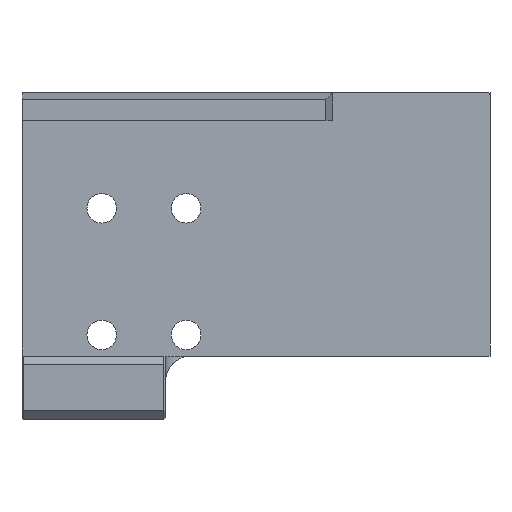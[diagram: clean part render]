
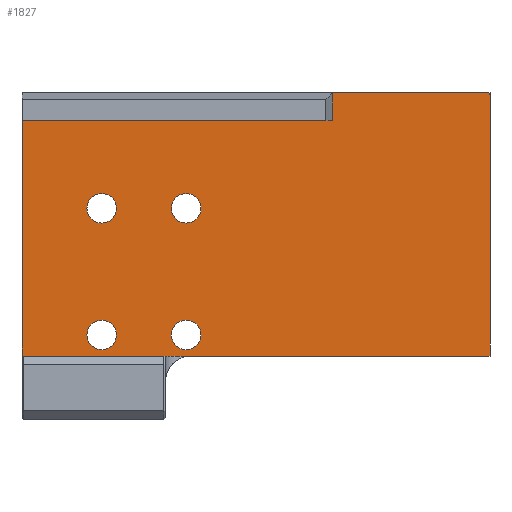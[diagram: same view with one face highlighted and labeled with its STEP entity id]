
A CAD part, left-side view. The second image highlights one B-rep face of the part: STEP entity #1827.
In plain terms, the highlighted planar face has unit normal (-1, 0, 0).
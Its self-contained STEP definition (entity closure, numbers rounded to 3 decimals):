
#73=FACE_BOUND('',#303,.T.);
#74=FACE_BOUND('',#304,.T.);
#75=FACE_BOUND('',#305,.T.);
#76=FACE_BOUND('',#306,.T.);
#94=CIRCLE('',#1949,3.);
#95=CIRCLE('',#1950,1.75);
#96=CIRCLE('',#1951,1.75);
#97=CIRCLE('',#1952,1.75);
#98=CIRCLE('',#1953,1.75);
#195=FACE_OUTER_BOUND('',#302,.T.);
#302=EDGE_LOOP('',(#1223,#1224,#1225,#1226,#1227,#1228,#1229,#1230,#1231));
#303=EDGE_LOOP('',(#1232));
#304=EDGE_LOOP('',(#1233));
#305=EDGE_LOOP('',(#1234));
#306=EDGE_LOOP('',(#1235));
#432=LINE('',#2764,#602);
#433=LINE('',#2767,#603);
#434=LINE('',#2769,#604);
#435=LINE('',#2771,#605);
#436=LINE('',#2773,#606);
#437=LINE('',#2777,#607);
#438=LINE('',#2779,#608);
#439=LINE('',#2780,#609);
#602=VECTOR('',#2166,10.);
#603=VECTOR('',#2169,10.);
#604=VECTOR('',#2170,10.);
#605=VECTOR('',#2171,10.);
#606=VECTOR('',#2172,10.);
#607=VECTOR('',#2175,10.);
#608=VECTOR('',#2176,10.);
#609=VECTOR('',#2177,10.);
#770=VERTEX_POINT('',#2758);
#772=VERTEX_POINT('',#2762);
#773=VERTEX_POINT('',#2766);
#774=VERTEX_POINT('',#2768);
#775=VERTEX_POINT('',#2770);
#776=VERTEX_POINT('',#2772);
#777=VERTEX_POINT('',#2774);
#778=VERTEX_POINT('',#2776);
#779=VERTEX_POINT('',#2778);
#780=VERTEX_POINT('',#2781);
#781=VERTEX_POINT('',#2783);
#782=VERTEX_POINT('',#2785);
#783=VERTEX_POINT('',#2787);
#946=EDGE_CURVE('',#772,#770,#432,.T.);
#947=EDGE_CURVE('',#772,#773,#433,.T.);
#948=EDGE_CURVE('',#774,#773,#434,.T.);
#949=EDGE_CURVE('',#775,#774,#435,.T.);
#950=EDGE_CURVE('',#776,#775,#436,.T.);
#951=EDGE_CURVE('',#776,#777,#94,.F.);
#952=EDGE_CURVE('',#778,#777,#437,.T.);
#953=EDGE_CURVE('',#778,#779,#438,.T.);
#954=EDGE_CURVE('',#779,#770,#439,.T.);
#955=EDGE_CURVE('',#780,#780,#95,.T.);
#956=EDGE_CURVE('',#781,#781,#96,.T.);
#957=EDGE_CURVE('',#782,#782,#97,.T.);
#958=EDGE_CURVE('',#783,#783,#98,.T.);
#1223=ORIENTED_EDGE('',*,*,#946,.F.);
#1224=ORIENTED_EDGE('',*,*,#947,.T.);
#1225=ORIENTED_EDGE('',*,*,#948,.F.);
#1226=ORIENTED_EDGE('',*,*,#949,.F.);
#1227=ORIENTED_EDGE('',*,*,#950,.F.);
#1228=ORIENTED_EDGE('',*,*,#951,.T.);
#1229=ORIENTED_EDGE('',*,*,#952,.F.);
#1230=ORIENTED_EDGE('',*,*,#953,.T.);
#1231=ORIENTED_EDGE('',*,*,#954,.T.);
#1232=ORIENTED_EDGE('',*,*,#955,.T.);
#1233=ORIENTED_EDGE('',*,*,#956,.T.);
#1234=ORIENTED_EDGE('',*,*,#957,.T.);
#1235=ORIENTED_EDGE('',*,*,#958,.T.);
#1772=PLANE('',#1948);
#1827=ADVANCED_FACE('',(#195,#73,#74,#75,#76),#1772,.F.);
#1948=AXIS2_PLACEMENT_3D('',#2765,#2167,#2168);
#1949=AXIS2_PLACEMENT_3D('',#2775,#2173,#2174);
#1950=AXIS2_PLACEMENT_3D('',#2782,#2178,#2179);
#1951=AXIS2_PLACEMENT_3D('',#2784,#2180,#2181);
#1952=AXIS2_PLACEMENT_3D('',#2786,#2182,#2183);
#1953=AXIS2_PLACEMENT_3D('',#2788,#2184,#2185);
#2166=DIRECTION('',(0.,0.,1.));
#2167=DIRECTION('center_axis',(1.,0.,0.));
#2168=DIRECTION('ref_axis',(0.,1.,0.));
#2169=DIRECTION('',(0.,1.,0.));
#2170=DIRECTION('',(0.,0.,1.));
#2171=DIRECTION('',(0.,1.,0.));
#2172=DIRECTION('',(0.,0.,1.));
#2173=DIRECTION('center_axis',(-1.,0.,0.));
#2174=DIRECTION('ref_axis',(0.,0.707,0.707));
#2175=DIRECTION('',(0.,1.,0.));
#2176=DIRECTION('',(0.,0.,1.));
#2177=DIRECTION('',(0.,1.,0.));
#2178=DIRECTION('center_axis',(1.,0.,0.));
#2179=DIRECTION('ref_axis',(0.,1.,0.));
#2180=DIRECTION('center_axis',(1.,0.,0.));
#2181=DIRECTION('ref_axis',(0.,1.,0.));
#2182=DIRECTION('center_axis',(1.,0.,0.));
#2183=DIRECTION('ref_axis',(0.,1.,0.));
#2184=DIRECTION('center_axis',(1.,0.,0.));
#2185=DIRECTION('ref_axis',(0.,1.,0.));
#2758=CARTESIAN_POINT('',(-130.,124.159,-128.8));
#2762=CARTESIAN_POINT('',(-130.,124.159,-132.1));
#2764=CARTESIAN_POINT('',(-130.,124.159,-139.));
#2765=CARTESIAN_POINT('Origin',(-130.,144.009,-145.9));
#2766=CARTESIAN_POINT('',(-130.,160.959,-132.1));
#2767=CARTESIAN_POINT('',(-130.,152.484,-132.1));
#2768=CARTESIAN_POINT('',(-130.,160.959,-160.));
#2769=CARTESIAN_POINT('',(-130.,160.959,-145.15));
#2770=CARTESIAN_POINT('',(-130.,141.159,-160.));
#2771=CARTESIAN_POINT('',(-130.,139.759,-160.));
#2772=CARTESIAN_POINT('',(-130.,141.159,-160.007));
#2773=CARTESIAN_POINT('',(-130.,141.159,-157.45));
#2774=CARTESIAN_POINT('',(-130.,140.959,-160.));
#2775=CARTESIAN_POINT('Origin',(-130.,140.959,-163.));
#2776=CARTESIAN_POINT('',(-130.,105.509,-160.));
#2777=CARTESIAN_POINT('',(-130.,139.759,-160.));
#2778=CARTESIAN_POINT('',(-130.,105.509,-128.8));
#2779=CARTESIAN_POINT('',(-130.,105.509,-136.6));
#2780=CARTESIAN_POINT('',(-130.,117.509,-128.8));
#2781=CARTESIAN_POINT('',(-130.,139.759,-157.5));
#2782=CARTESIAN_POINT('Origin',(-130.,141.509,-157.5));
#2783=CARTESIAN_POINT('',(-130.,139.759,-142.5));
#2784=CARTESIAN_POINT('Origin',(-130.,141.509,-142.5));
#2785=CARTESIAN_POINT('',(-130.,149.759,-142.5));
#2786=CARTESIAN_POINT('Origin',(-130.,151.509,-142.5));
#2787=CARTESIAN_POINT('',(-130.,149.759,-157.5));
#2788=CARTESIAN_POINT('Origin',(-130.,151.509,-157.5));
